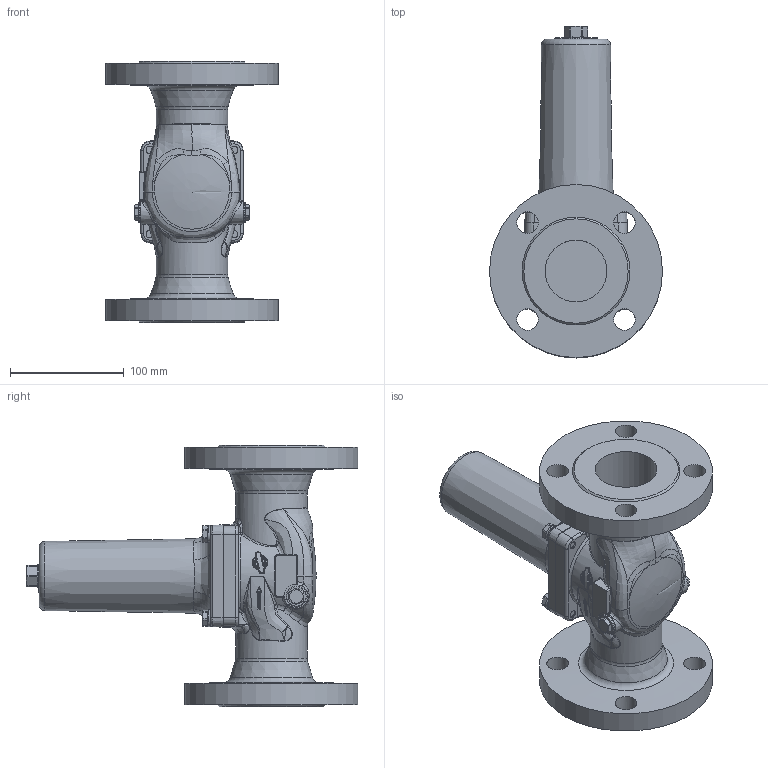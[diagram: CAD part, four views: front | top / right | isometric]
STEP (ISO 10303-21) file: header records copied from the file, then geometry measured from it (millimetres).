
FILE_DESCRIPTION(/* description */ (''),/* implementation_level */ '2;1');
FILE_NAME(/* name */ '070207-61330.stp',/* time_stamp */ '2024-10-14T11:17:38+02:00',/* author */ ('Stefan.Junkers'),/* organization */ (''),/* preprocessor_version */ 'ST-DEVELOPER v20',/* originating_system */ 'Autodesk Inventor 2025',/* authorisation */ '');
FILE_SCHEMA (('AUTOMOTIVE_DESIGN { 1 0 10303 214 3 1 1 }'));
Products named in the file (1): 070207-61330.20241014_step
Bounding box: 152.4 x 292.27 x 230 mm (x, y, z)
Volume: 1888302.1 mm3; surface area: 203063.3 mm2
Topology: 1 solids, 1 shells, 708 faces, 1827 edges, 1143 vertices
Faces by surface type: bspline 260, cylinder 186, plane 169, cone 62, torus 29, sphere 2
Full cylindrical faces by diameter (mm): 3 x1, 6.647 x4, 8 x4, 8.5 x4, 10 x3, 18 x2, 19.1 x8, 20 x1, 54.5 x2, 63 x2, 83.4 x1, 83.5 x1, 152.4 x2
Entity records: 39601 total; most frequent: CARTESIAN_POINT 23522, ORIENTED_EDGE 3628, DIRECTION 2542, EDGE_CURVE 1814, VERTEX_POINT 1143, AXIS2_PLACEMENT_3D 1030, EDGE_LOOP 777, FACE_OUTER_BOUND 708
